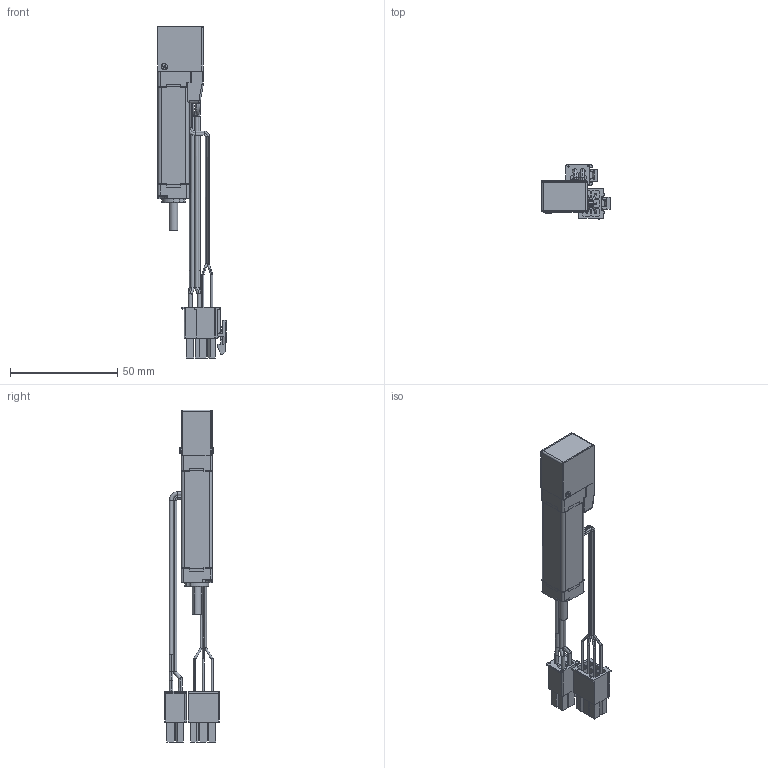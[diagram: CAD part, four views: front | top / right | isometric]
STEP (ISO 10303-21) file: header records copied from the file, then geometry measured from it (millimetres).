
FILE_DESCRIPTION( ('This file contains a STEP AP42 implementation' ,'as created by ZW3D STEP Interface translator.') ,'2;1' );
FILE_NAME( 'SV-X6MN0024A-N6PA.stp' ,'24 711.144625', (''), ('ZWCAD Software Co.'), 'Version 1.0', 'ZW3D to STEP translator', '' );
FILE_SCHEMA(('AUTOMOTIVE_DESIGN { 1 0 10303 214 1 1 1 1 }'));
Length unit declared in the file: millimetre
Products named in the file (2): 0; SV-X6MN0024A-N6PA001
Bounding box: 31.79 x 25.58 x 154.68 mm (x, y, z)
Volume: 20450.8 mm3; surface area: 18136.9 mm2
Topology: 1 solids, 3 shells, 1036 faces, 2822 edges, 1811 vertices
Faces by surface type: plane 679, cylinder 286, torus 50, cone 11, sphere 6, bspline 4
Full cylindrical faces by diameter (mm): 1.6 x4, 1.8 x2, 2.5 x2, 3.2 x2
Entity records: 33745 total; most frequent: CARTESIAN_POINT 6370, ORIENTED_EDGE 5656, DIRECTION 5323, EDGE_CURVE 2828, VECTOR 2099, LINE 2099, VERTEX_POINT 1811, AXIS2_PLACEMENT_3D 1612
